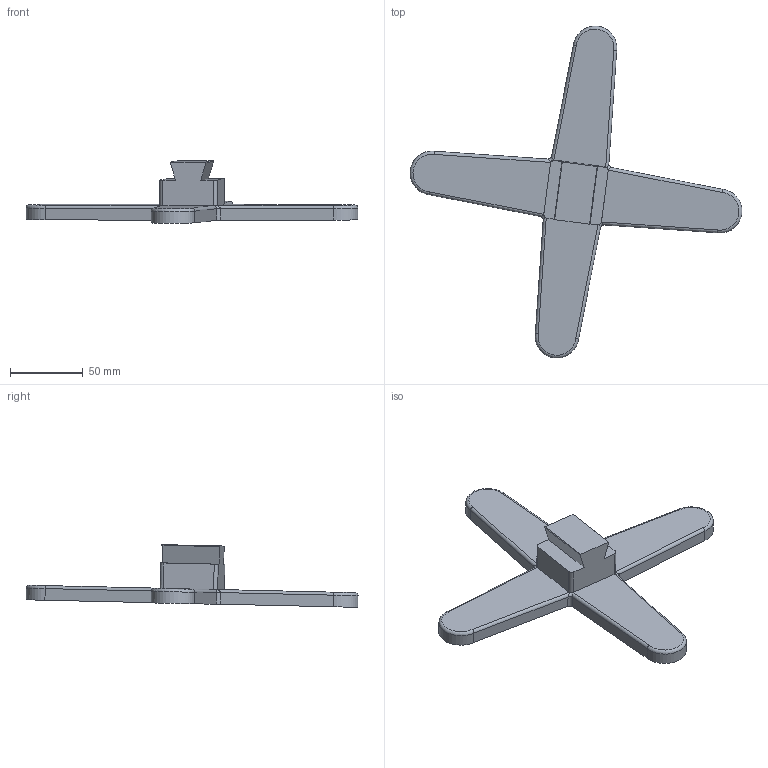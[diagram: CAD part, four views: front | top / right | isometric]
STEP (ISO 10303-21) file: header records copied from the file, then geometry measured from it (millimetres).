
FILE_DESCRIPTION(/* description */ ('STEP AP242','CAx-IF Rec.Pracs.---Representation and Presentation of Product Manufacturing Information (PMI)---4.0---2014-10-13','CAx-IF Rec.Pracs.---3D Tessellated Geometry---0.4---2014-09-14','2;1'),/* implementation_level */ '2;1');
FILE_NAME(/* name */ '668b08673061dc322dd3468a',/* time_stamp */ '2024-07-07T21:28:08Z',/* author */ (''),/* organization */ (''),/* preprocessor_version */ 'ST-DEVELOPER v20',/* originating_system */ ' ',/* authorisation */ ' ');
FILE_SCHEMA (('AP242_MANAGED_MODEL_BASED_3D_ENGINEERING_MIM_LF { 1 0 10303 442 1 1 4 }'));
Length unit declared in the file: metre
Products named in the file (3): base_assembly; male_dove_joint; base
Assembly tree (2 placements, depth 2):
  base_assembly
    male_dove_joint
    base
Bounding box: 228.26 x 228.37 x 43.05 mm (x, y, z)
Volume: 179991.5 mm3; surface area: 43758 mm2
Topology: 2 solids, 2 shells, 50 faces, 122 edges, 72 vertices
Faces by surface type: cylinder 22, plane 20, torus 4, bspline 4
Entity records: 1570 total; most frequent: CARTESIAN_POINT 355, DIRECTION 248, ORIENTED_EDGE 236, EDGE_CURVE 118, AXIS2_PLACEMENT_3D 89, VERTEX_POINT 72, LINE 70, VECTOR 70
